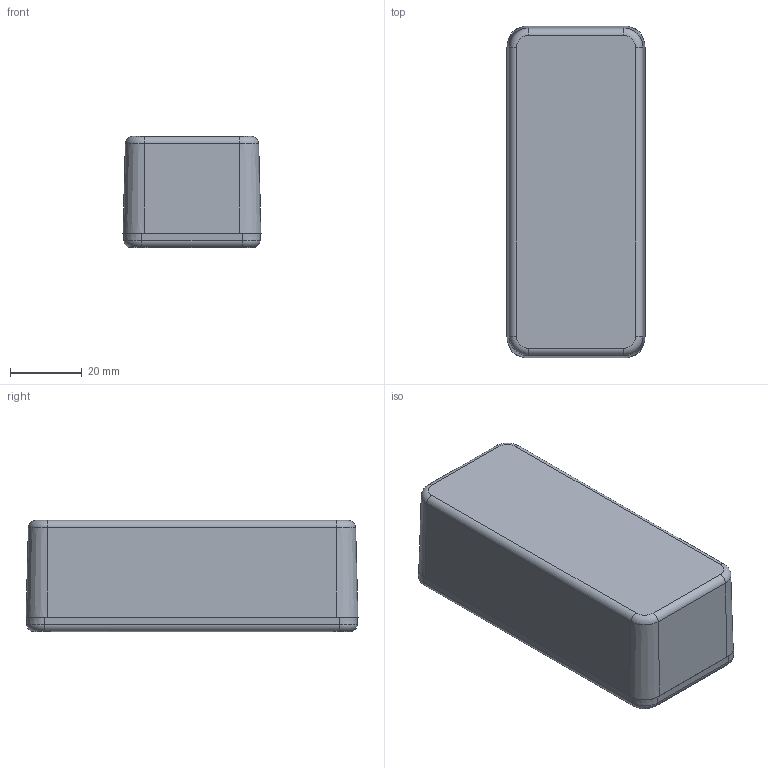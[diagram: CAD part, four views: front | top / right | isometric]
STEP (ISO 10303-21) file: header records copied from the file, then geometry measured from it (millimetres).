
FILE_DESCRIPTION(/* description */ ('STEP AP214'),/* implementation_level */ '2;1');
FILE_NAME(/* name */ '60022d8d48c9c411f119de36',/* time_stamp */ '2021-01-16T00:04:29+00:00',/* author */ (''),/* organization */ (''),/* preprocessor_version */ 'ST-DEVELOPER v18.1',/* originating_system */ ' ',/* authorisation */ ' ');
FILE_SCHEMA (('AUTOMOTIVE_DESIGN {1 0 10303 214 3 1 1}'));
Length unit declared in the file: metre
Products named in the file (3): Base; Body; Screw
Bounding box: 38.5 x 92.6 x 31 mm (x, y, z)
Volume: 28187.9 mm3; surface area: 29073.7 mm2
Topology: 3 solids, 3 shells, 377 faces, 962 edges, 617 vertices
Faces by surface type: plane 185, cylinder 62, bspline 61, cone 45, torus 24
Full cylindrical faces by diameter (mm): 2.642 x4, 3.378 x1, 3.9 x4, 4 x4, 7 x4
Entity records: 12029 total; most frequent: CARTESIAN_POINT 3249, ORIENTED_EDGE 1872, DIRECTION 1623, EDGE_CURVE 936, VERTEX_POINT 613, LINE 567, VECTOR 567, AXIS2_PLACEMENT_3D 528
